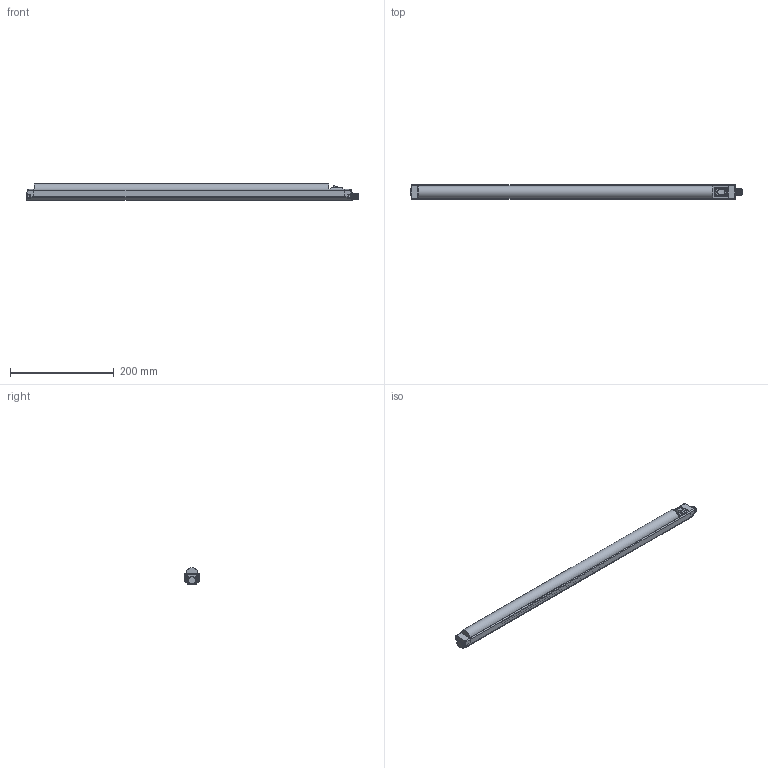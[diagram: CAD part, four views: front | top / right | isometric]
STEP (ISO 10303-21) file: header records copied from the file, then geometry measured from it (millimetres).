
FILE_DESCRIPTION((''),'2;1');
FILE_NAME('177626_ASM','2014-01-30T',('pdmadmin'),(''),'PRO/ENGINEER BY PARAMETRIC TECHNOLOGY CORPORATION, 2013230','PRO/ENGINEER BY PARAMETRIC TECHNOLOGY CORPORATION, 2013230','');
FILE_SCHEMA(('CONFIG_CONTROL_DESIGN'));
Length unit declared in the file: inch
Products named in the file (23): 156983_AF0; 157060_ASM; 139151_598MM; 174959; 166149; 153079; 08427; 154142; 154143; 153820_ASM; 154110_ASM; 114466; 153166; R1966_TERM_S_0_50MM_THK_; MANIFOLD_SOLID_BREP_29213; R1966_HOUSING_SOLDER_UL94V0_LED_ASM; 3_TERM_BOARD; R1966_TERM_S; 1966_HSNG_BRD_2_TERM_ASM; ACUATOR_G; M300105_ASM; 157030_ASM; 177626_ASM
Assembly tree (26 placements, depth 6):
  177626_ASM
    157060_ASM
      156983_AF0
    139151_598MM  x2
    174959
    166149
    154110_ASM
      153079
      153820_ASM
        08427
        154142
        154143
    114466  x4
    153166
    157030_ASM
      M300105_ASM
        1966_HSNG_BRD_2_TERM_ASM
          R1966_TERM_S_0_50MM_THK_
          R1966_HOUSING_SOLDER_UL94V0_LED_ASM
            MANIFOLD_SOLID_BREP_29213
          3_TERM_BOARD
          R1966_TERM_S
        ACUATOR_G
Bounding box: 639 x 28 x 32.19 mm (x, y, z)
Volume: 263836 mm3; surface area: 177900.5 mm2
Topology: 19 solids, 23 shells, 1747 faces, 4728 edges, 3057 vertices
Faces by surface type: plane 804, cylinder 554, cone 132, bspline 132, torus 76, extrusion 40, sphere 9
Entity records: 48810 total; most frequent: CARTESIAN_POINT 17992, ORIENTED_EDGE 6550, DIRECTION 6036, EDGE_CURVE 3283, VERTEX_POINT 2110, AXIS2_PLACEMENT_3D 2050, VECTOR 1936, LINE 1896
